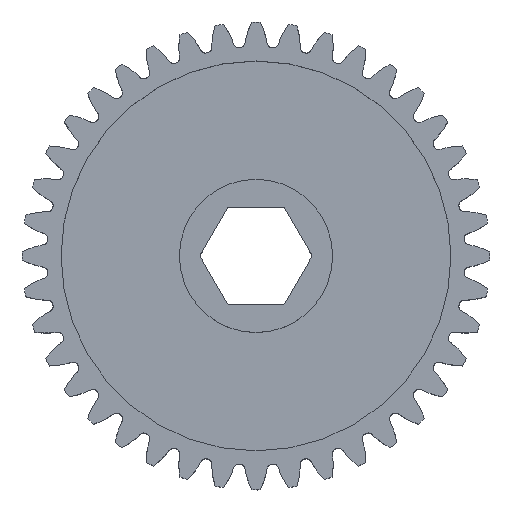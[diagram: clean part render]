
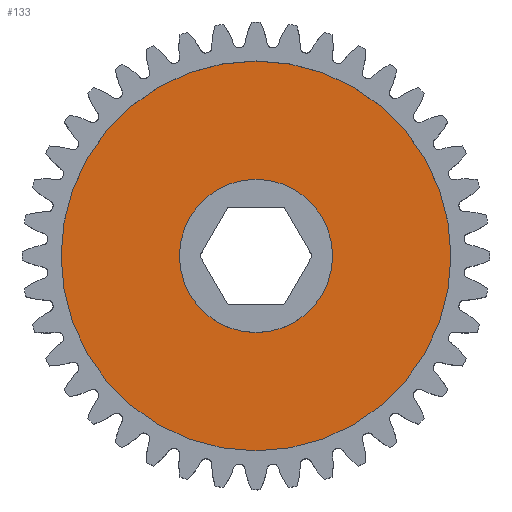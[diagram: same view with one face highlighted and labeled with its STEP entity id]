
A CAD part, top view. The second image highlights one B-rep face of the part: STEP entity #133.
In plain terms, the highlighted planar face has unit normal (0, 0, 1).
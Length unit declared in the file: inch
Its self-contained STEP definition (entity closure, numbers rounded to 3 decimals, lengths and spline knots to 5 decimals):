
#71 = EDGE_CURVE ( 'NONE', #2496, #6720, #9557, .T. ) ;
#133 = ADVANCED_FACE ( 'NONE', ( #22457, #22222 ), #6662, .T. ) ;
#322 = CARTESIAN_POINT ( 'NONE',  ( -1.82591, 1.34191, 0.41376 ) ) ;
#557 = EDGE_LOOP ( 'NONE', ( #7177, #2580 ) ) ;
#2496 = VERTEX_POINT ( 'NONE', #19746 ) ;
#2580 = ORIENTED_EDGE ( 'NONE', *, *, #71, .T. ) ;
#2860 = DIRECTION ( 'NONE',  ( 0., 0., -1. ) ) ;
#3813 = DIRECTION ( 'NONE',  ( 0., 0., 1. ) ) ;
#4040 = VERTEX_POINT ( 'NONE', #14109 ) ;
#4360 = AXIS2_PLACEMENT_3D ( 'NONE', #18765, #2860, #4945 ) ;
#4945 = DIRECTION ( 'NONE',  ( 1., 0., 0. ) ) ;
#5366 = DIRECTION ( 'NONE',  ( 1., 0., 0. ) ) ;
#5382 = EDGE_CURVE ( 'NONE', #8144, #4040, #8739, .T. ) ;
#6662 = PLANE ( 'NONE',  #21668 ) ;
#6720 = VERTEX_POINT ( 'NONE', #10759 ) ;
#7172 = DIRECTION ( 'NONE',  ( 1., 0., 0. ) ) ;
#7177 = ORIENTED_EDGE ( 'NONE', *, *, #16879, .T. ) ;
#8144 = VERTEX_POINT ( 'NONE', #19872 ) ;
#8739 = CIRCLE ( 'NONE', #13508, 0.55118 ) ;
#9000 = EDGE_LOOP ( 'NONE', ( #11244, #11682 ) ) ;
#9557 = CIRCLE ( 'NONE', #4360, 0.21654 ) ;
#10759 = CARTESIAN_POINT ( 'NONE',  ( -1.60938, 1.34191, 0.41376 ) ) ;
#11244 = ORIENTED_EDGE ( 'NONE', *, *, #21962, .T. ) ;
#11682 = ORIENTED_EDGE ( 'NONE', *, *, #5382, .T. ) ;
#12198 = CARTESIAN_POINT ( 'NONE',  ( -1.82591, 1.34191, 0.41376 ) ) ;
#12420 = DIRECTION ( 'NONE',  ( 0., 0., 1. ) ) ;
#13121 = DIRECTION ( 'NONE',  ( 0., 0., 1. ) ) ;
#13353 = DIRECTION ( 'NONE',  ( 1., 0., 0. ) ) ;
#13508 = AXIS2_PLACEMENT_3D ( 'NONE', #16557, #13121, #13353 ) ;
#14109 = CARTESIAN_POINT ( 'NONE',  ( -1.27473, 1.34191, 0.41376 ) ) ;
#15152 = CIRCLE ( 'NONE', #22524, 0.21654 ) ;
#15962 = DIRECTION ( 'NONE',  ( 0., 0., -1. ) ) ;
#16557 = CARTESIAN_POINT ( 'NONE',  ( -1.82591, 1.34191, 0.41376 ) ) ;
#16804 = CIRCLE ( 'NONE', #20870, 0.55118 ) ;
#16879 = EDGE_CURVE ( 'NONE', #6720, #2496, #15152, .T. ) ;
#17650 = CARTESIAN_POINT ( 'NONE',  ( -1.82591, 1.34191, 0.41376 ) ) ;
#18765 = CARTESIAN_POINT ( 'NONE',  ( -1.82591, 1.34191, 0.41376 ) ) ;
#19746 = CARTESIAN_POINT ( 'NONE',  ( -2.04245, 1.34191, 0.41376 ) ) ;
#19872 = CARTESIAN_POINT ( 'NONE',  ( -2.37709, 1.34191, 0.41376 ) ) ;
#20870 = AXIS2_PLACEMENT_3D ( 'NONE', #322, #3813, #7172 ) ;
#21066 = DIRECTION ( 'NONE',  ( 1., 0., 0. ) ) ;
#21668 = AXIS2_PLACEMENT_3D ( 'NONE', #12198, #12420, #21066 ) ;
#21962 = EDGE_CURVE ( 'NONE', #4040, #8144, #16804, .T. ) ;
#22222 = FACE_BOUND ( 'NONE', #557, .T. ) ;
#22457 = FACE_OUTER_BOUND ( 'NONE', #9000, .T. ) ;
#22524 = AXIS2_PLACEMENT_3D ( 'NONE', #17650, #15962, #5366 ) ;
